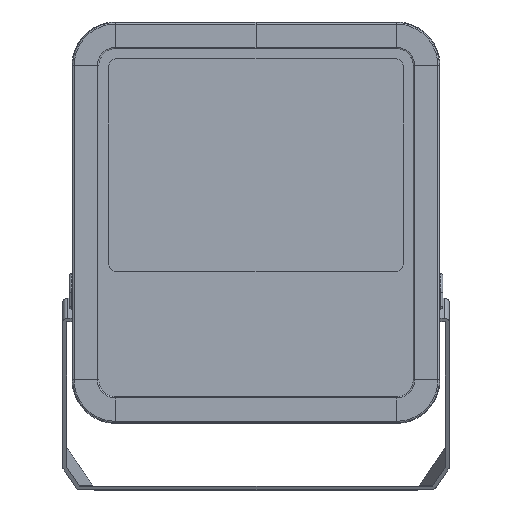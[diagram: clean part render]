
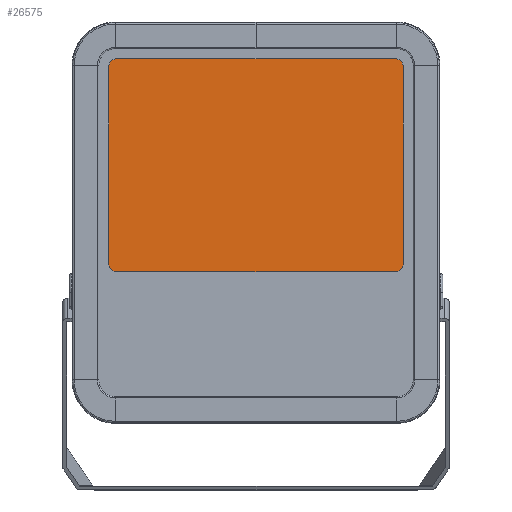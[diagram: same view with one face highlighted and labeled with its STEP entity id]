
A CAD part, top view. The second image highlights one B-rep face of the part: STEP entity #26575.
In plain terms, the highlighted face is planar.
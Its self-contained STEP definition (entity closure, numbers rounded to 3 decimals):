
#229 = CIRCLE ( 'NONE', #8402, 6. ) ;
#1140 = CARTESIAN_POINT ( 'NONE',  ( -110., 120.97, 169.019 ) ) ;
#2147 = DIRECTION ( 'NONE',  ( 0., 1., 0. ) ) ;
#2596 = DIRECTION ( 'NONE',  ( -1., 0., 0. ) ) ;
#3266 = LINE ( 'NONE', #14893, #18769 ) ;
#3563 = CARTESIAN_POINT ( 'NONE',  ( -104., 120.97, 163.019 ) ) ;
#3817 = VECTOR ( 'NONE', #15593, 1000. ) ;
#4451 = ORIENTED_EDGE ( 'NONE', *, *, #17161, .T. ) ;
#5451 = PLANE ( 'NONE',  #37806 ) ;
#6112 = CARTESIAN_POINT ( 'NONE',  ( 104., 120.97, 316.019 ) ) ;
#6330 = DIRECTION ( 'NONE',  ( 0., 1., 0. ) ) ;
#7606 = AXIS2_PLACEMENT_3D ( 'NONE', #6112, #2147, #2596 ) ;
#8402 = AXIS2_PLACEMENT_3D ( 'NONE', #28609, #14543, #32576 ) ;
#8923 = VERTEX_POINT ( 'NONE', #18734 ) ;
#10471 = ORIENTED_EDGE ( 'NONE', *, *, #20327, .T. ) ;
#11147 = ORIENTED_EDGE ( 'NONE', *, *, #22363, .T. ) ;
#11332 = CARTESIAN_POINT ( 'NONE',  ( 104., 120.97, 169.019 ) ) ;
#12125 = AXIS2_PLACEMENT_3D ( 'NONE', #11332, #44542, #19979 ) ;
#12550 = EDGE_CURVE ( 'NONE', #25070, #35921, #20234, .T. ) ;
#13570 = VERTEX_POINT ( 'NONE', #41714 ) ;
#13615 = DIRECTION ( 'NONE',  ( -1., 0., 0. ) ) ;
#14175 = CIRCLE ( 'NONE', #45551, 6. ) ;
#14543 = DIRECTION ( 'NONE',  ( 0., 1., 0. ) ) ;
#14893 = CARTESIAN_POINT ( 'NONE',  ( 104., 120.97, 322.019 ) ) ;
#15137 = CIRCLE ( 'NONE', #12125, 6. ) ;
#15138 = EDGE_CURVE ( 'NONE', #35921, #39704, #14175, .T. ) ;
#15362 = CARTESIAN_POINT ( 'NONE',  ( 110., 120.97, 169.019 ) ) ;
#15593 = DIRECTION ( 'NONE',  ( 0., 0., -1. ) ) ;
#16288 = DIRECTION ( 'NONE',  ( -1., 0., 0. ) ) ;
#16919 = VERTEX_POINT ( 'NONE', #17815 ) ;
#17115 = VECTOR ( 'NONE', #34456, 1000. ) ;
#17161 = EDGE_CURVE ( 'NONE', #16919, #13570, #38924, .T. ) ;
#17295 = EDGE_CURVE ( 'NONE', #42101, #16919, #3266, .T. ) ;
#17506 = DIRECTION ( 'NONE',  ( -1., 0., 0. ) ) ;
#17525 = DIRECTION ( 'NONE',  ( 1., 0., 0. ) ) ;
#17737 = ORIENTED_EDGE ( 'NONE', *, *, #15138, .T. ) ;
#17815 = CARTESIAN_POINT ( 'NONE',  ( 104., 120.97, 322.019 ) ) ;
#18734 = CARTESIAN_POINT ( 'NONE',  ( 110., 120.97, 169.019 ) ) ;
#18769 = VECTOR ( 'NONE', #17525, 1000. ) ;
#19979 = DIRECTION ( 'NONE',  ( -1., 0., 0. ) ) ;
#20234 = LINE ( 'NONE', #34767, #29712 ) ;
#20327 = EDGE_CURVE ( 'NONE', #39704, #38750, #31229, .T. ) ;
#22363 = EDGE_CURVE ( 'NONE', #38750, #42101, #229, .T. ) ;
#24178 = CARTESIAN_POINT ( 'NONE',  ( -110., 120.97, 169.019 ) ) ;
#25070 = VERTEX_POINT ( 'NONE', #33891 ) ;
#25671 = ORIENTED_EDGE ( 'NONE', *, *, #12550, .T. ) ;
#26575 = ADVANCED_FACE ( 'NONE', ( #37466 ), #5451, .T. ) ;
#28609 = CARTESIAN_POINT ( 'NONE',  ( -104., 120.97, 316.019 ) ) ;
#29712 = VECTOR ( 'NONE', #16288, 1000. ) ;
#31229 = LINE ( 'NONE', #24178, #17115 ) ;
#32067 = CARTESIAN_POINT ( 'NONE',  ( -104., 120.97, 169.019 ) ) ;
#32576 = DIRECTION ( 'NONE',  ( -1., 0., 0. ) ) ;
#32845 = EDGE_CURVE ( 'NONE', #13570, #8923, #37792, .T. ) ;
#33503 = CARTESIAN_POINT ( 'NONE',  ( -104., 120.97, 322.019 ) ) ;
#33572 = EDGE_CURVE ( 'NONE', #8923, #25070, #15137, .T. ) ;
#33891 = CARTESIAN_POINT ( 'NONE',  ( 104., 120.97, 163.019 ) ) ;
#34456 = DIRECTION ( 'NONE',  ( 0., 0., 1. ) ) ;
#34767 = CARTESIAN_POINT ( 'NONE',  ( 104., 120.97, 163.019 ) ) ;
#35282 = ORIENTED_EDGE ( 'NONE', *, *, #17295, .T. ) ;
#35921 = VERTEX_POINT ( 'NONE', #3563 ) ;
#35978 = ORIENTED_EDGE ( 'NONE', *, *, #32845, .T. ) ;
#36396 = CARTESIAN_POINT ( 'NONE',  ( -110., 120.97, 316.019 ) ) ;
#37466 = FACE_OUTER_BOUND ( 'NONE', #39472, .T. ) ;
#37792 = LINE ( 'NONE', #15362, #3817 ) ;
#37806 = AXIS2_PLACEMENT_3D ( 'NONE', #45633, #38391, #13615 ) ;
#38391 = DIRECTION ( 'NONE',  ( 0., 1., 0. ) ) ;
#38750 = VERTEX_POINT ( 'NONE', #36396 ) ;
#38924 = CIRCLE ( 'NONE', #7606, 6. ) ;
#39472 = EDGE_LOOP ( 'NONE', ( #4451, #35978, #39928, #25671, #17737, #10471, #11147, #35282 ) ) ;
#39704 = VERTEX_POINT ( 'NONE', #1140 ) ;
#39928 = ORIENTED_EDGE ( 'NONE', *, *, #33572, .T. ) ;
#41714 = CARTESIAN_POINT ( 'NONE',  ( 110., 120.97, 316.019 ) ) ;
#42101 = VERTEX_POINT ( 'NONE', #33503 ) ;
#44542 = DIRECTION ( 'NONE',  ( 0., 1., 0. ) ) ;
#45551 = AXIS2_PLACEMENT_3D ( 'NONE', #32067, #6330, #17506 ) ;
#45633 = CARTESIAN_POINT ( 'NONE',  ( 104., 120.97, 316.019 ) ) ;
